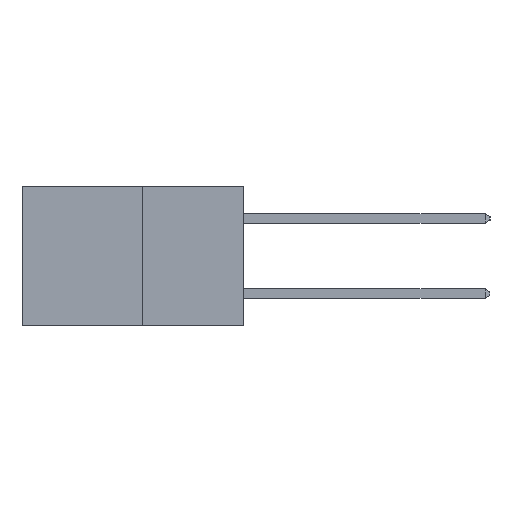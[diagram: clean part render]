
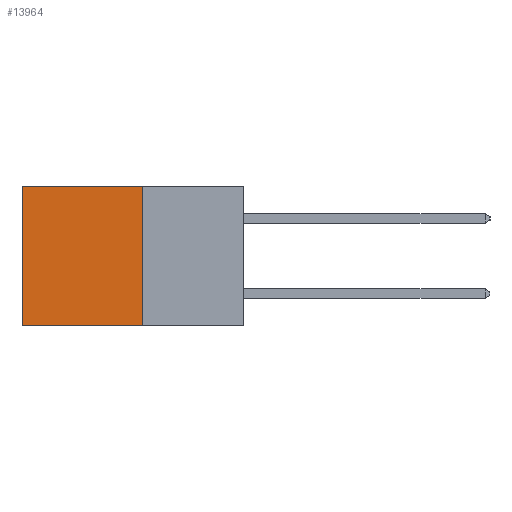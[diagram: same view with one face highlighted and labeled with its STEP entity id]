
A CAD part, left-side view. The second image highlights one B-rep face of the part: STEP entity #13964.
In plain terms, the highlighted planar face has unit normal (-1, 0, 0).
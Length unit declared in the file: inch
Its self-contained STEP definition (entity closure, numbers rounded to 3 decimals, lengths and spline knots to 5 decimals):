
#74 = DIRECTION ( 'NONE',  ( 0., 0., -1. ) ) ;
#603 = EDGE_CURVE ( 'NONE', #8993, #11814, #1025, .T. ) ;
#757 = EDGE_CURVE ( 'NONE', #7696, #2348, #15438, .T. ) ;
#1025 = LINE ( 'NONE', #3927, #7665 ) ;
#1573 = ORIENTED_EDGE ( 'NONE', *, *, #7776, .F. ) ;
#1944 = CARTESIAN_POINT ( 'NONE',  ( 0.277, 0.27, 0. ) ) ;
#2348 = VERTEX_POINT ( 'NONE', #7271 ) ;
#2520 = VECTOR ( 'NONE', #12229, 39.37008 ) ;
#2614 = EDGE_CURVE ( 'NONE', #8993, #7696, #9497, .T. ) ;
#3435 = ORIENTED_EDGE ( 'NONE', *, *, #603, .F. ) ;
#3791 = VECTOR ( 'NONE', #6019, 39.37008 ) ;
#3804 = FACE_OUTER_BOUND ( 'NONE', #7500, .T. ) ;
#3927 = CARTESIAN_POINT ( 'NONE',  ( 0.277, 0.27, -0.37 ) ) ;
#5292 = ORIENTED_EDGE ( 'NONE', *, *, #757, .T. ) ;
#5508 = AXIS2_PLACEMENT_3D ( 'NONE', #14414, #8076, #74 ) ;
#5530 = CARTESIAN_POINT ( 'NONE',  ( 0.277, 0.27, 0. ) ) ;
#6019 = DIRECTION ( 'NONE',  ( 0., 1., 0. ) ) ;
#6605 = CARTESIAN_POINT ( 'NONE',  ( 0.277, 0.27, -0.37 ) ) ;
#7247 = LINE ( 'NONE', #7279, #3791 ) ;
#7271 = CARTESIAN_POINT ( 'NONE',  ( 0.277, 0.59, -0.37 ) ) ;
#7279 = CARTESIAN_POINT ( 'NONE',  ( 0.277, 0.27, -0.37 ) ) ;
#7476 = DIRECTION ( 'NONE',  ( 0., 1., 0. ) ) ;
#7500 = EDGE_LOOP ( 'NONE', ( #5292, #1573, #3435, #10547 ) ) ;
#7665 = VECTOR ( 'NONE', #11859, 39.37008 ) ;
#7696 = VERTEX_POINT ( 'NONE', #8524 ) ;
#7776 = EDGE_CURVE ( 'NONE', #11814, #2348, #7247, .T. ) ;
#8076 = DIRECTION ( 'NONE',  ( 1., 0., 0. ) ) ;
#8524 = CARTESIAN_POINT ( 'NONE',  ( 0.277, 0.59, 0. ) ) ;
#8993 = VERTEX_POINT ( 'NONE', #5530 ) ;
#9497 = LINE ( 'NONE', #1944, #15749 ) ;
#10547 = ORIENTED_EDGE ( 'NONE', *, *, #2614, .T. ) ;
#11814 = VERTEX_POINT ( 'NONE', #6605 ) ;
#11859 = DIRECTION ( 'NONE',  ( 0., 0., -1. ) ) ;
#12229 = DIRECTION ( 'NONE',  ( 0., 0., -1. ) ) ;
#13211 = PLANE ( 'NONE',  #5508 ) ;
#13964 = ADVANCED_FACE ( 'NONE', ( #3804 ), #13211, .F. ) ;
#14414 = CARTESIAN_POINT ( 'NONE',  ( 0.277, 0.27, -0.37 ) ) ;
#15438 = LINE ( 'NONE', #16545, #2520 ) ;
#15749 = VECTOR ( 'NONE', #7476, 39.37008 ) ;
#16545 = CARTESIAN_POINT ( 'NONE',  ( 0.277, 0.59, -0.37 ) ) ;
